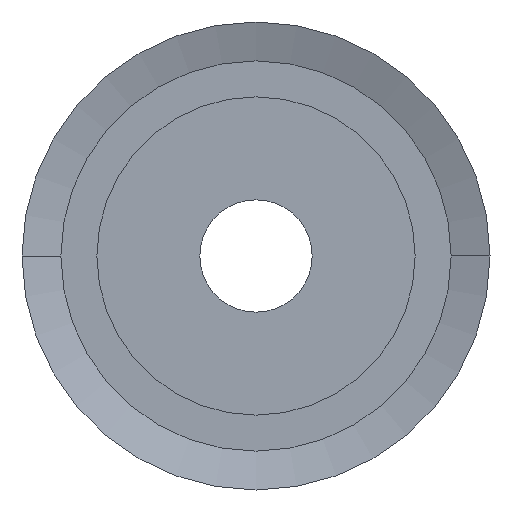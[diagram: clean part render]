
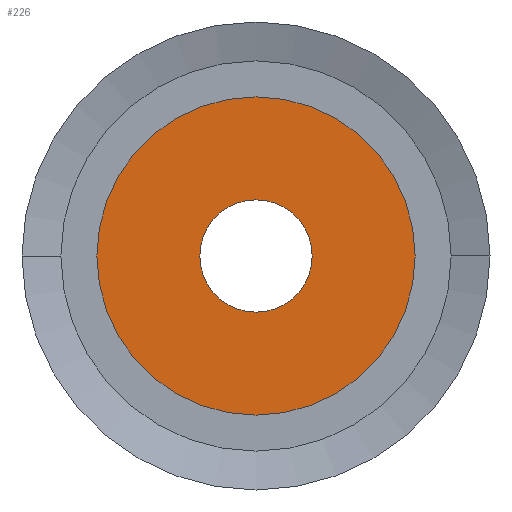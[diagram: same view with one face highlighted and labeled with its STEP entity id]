
A CAD part, left-side view. The second image highlights one B-rep face of the part: STEP entity #226.
In plain terms, the highlighted planar face has unit normal (-1, 0, 0).
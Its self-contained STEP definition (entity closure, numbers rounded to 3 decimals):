
#226 = ADVANCED_FACE( '', ( #535, #536 ), #537, .T. );
#535 = FACE_BOUND( '', #845, .T. );
#536 = FACE_OUTER_BOUND( '', #846, .T. );
#537 = PLANE( '', #847 );
#845 = EDGE_LOOP( '', ( #2157, #2158 ) );
#846 = EDGE_LOOP( '', ( #2159, #2160 ) );
#847 = AXIS2_PLACEMENT_3D( '', #2161, #2162, #2163 );
#2157 = ORIENTED_EDGE( '', *, *, #2199, .T. );
#2158 = ORIENTED_EDGE( '', *, *, #2195, .T. );
#2159 = ORIENTED_EDGE( '', *, *, #2167, .T. );
#2160 = ORIENTED_EDGE( '', *, *, #2593, .T. );
#2161 = CARTESIAN_POINT( '', ( -6.65, 4.25, 0. ) );
#2162 = DIRECTION( '', ( -1., 0., 0. ) );
#2163 = DIRECTION( '', ( 0., 1., 0. ) );
#2167 = EDGE_CURVE( '', #2595, #2599, #2601, .T. );
#2195 = EDGE_CURVE( '', #2651, #2648, #2652, .T. );
#2199 = EDGE_CURVE( '', #2648, #2651, #2657, .T. );
#2593 = EDGE_CURVE( '', #2599, #2595, #3307, .T. );
#2595 = VERTEX_POINT( '', #3309 );
#2599 = VERTEX_POINT( '', #3314 );
#2601 = CIRCLE( '', #3317, 8.5 );
#2648 = VERTEX_POINT( '', #3378 );
#2651 = VERTEX_POINT( '', #3382 );
#2652 = CIRCLE( '', #3383, 3. );
#2657 = CIRCLE( '', #3389, 3. );
#3307 = CIRCLE( '', #4167, 8.5 );
#3309 = CARTESIAN_POINT( '', ( -6.65, 8.5, 0. ) );
#3314 = CARTESIAN_POINT( '', ( -6.65, -8.5, 0. ) );
#3317 = AXIS2_PLACEMENT_3D( '', #4173, #4174, #4175 );
#3378 = CARTESIAN_POINT( '', ( -6.65, 3., 0. ) );
#3382 = CARTESIAN_POINT( '', ( -6.65, -3., 0. ) );
#3383 = AXIS2_PLACEMENT_3D( '', #4227, #4228, #4229 );
#3389 = AXIS2_PLACEMENT_3D( '', #4237, #4238, #4239 );
#4167 = AXIS2_PLACEMENT_3D( '', #5163, #5164, #5165 );
#4173 = CARTESIAN_POINT( '', ( -6.65, 0., 0. ) );
#4174 = DIRECTION( '', ( -1., 0., 0. ) );
#4175 = DIRECTION( '', ( 0., 1., 0. ) );
#4227 = CARTESIAN_POINT( '', ( -6.65, 0., 0. ) );
#4228 = DIRECTION( '', ( 1., 0., 0. ) );
#4229 = DIRECTION( '', ( 0., 1., 0. ) );
#4237 = CARTESIAN_POINT( '', ( -6.65, 0., 0. ) );
#4238 = DIRECTION( '', ( 1., 0., 0. ) );
#4239 = DIRECTION( '', ( 0., 1., 0. ) );
#5163 = CARTESIAN_POINT( '', ( -6.65, 0., 0. ) );
#5164 = DIRECTION( '', ( -1., 0., 0. ) );
#5165 = DIRECTION( '', ( 0., 1., 0. ) );
